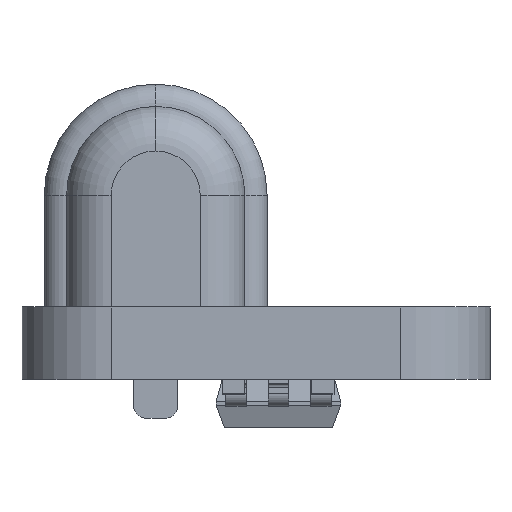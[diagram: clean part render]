
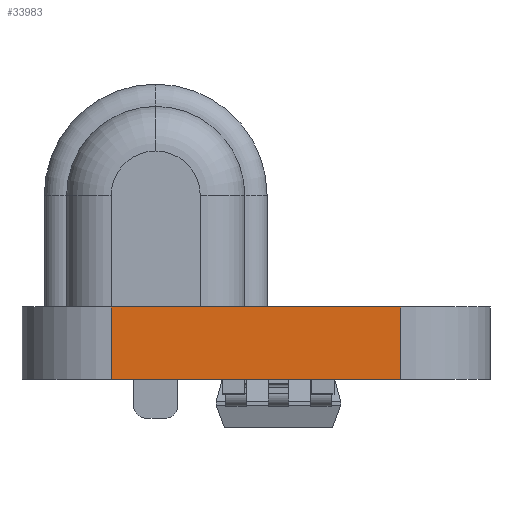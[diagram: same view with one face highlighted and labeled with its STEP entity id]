
A CAD part, left-side view. The second image highlights one B-rep face of the part: STEP entity #33983.
In plain terms, the highlighted planar face has unit normal (-1, 0, 0).
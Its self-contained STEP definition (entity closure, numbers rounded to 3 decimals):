
#891 = VERTEX_POINT ( 'NONE', #28656 ) ;
#1215 = LINE ( 'NONE', #32968, #29108 ) ;
#3188 = DIRECTION ( 'NONE',  ( -1., 0., 0. ) ) ;
#6264 = VECTOR ( 'NONE', #32228, 1000. ) ;
#7953 = EDGE_LOOP ( 'NONE', ( #14478, #29457, #19825, #9920 ) ) ;
#8313 = EDGE_CURVE ( 'NONE', #891, #40827, #22026, .T. ) ;
#9920 = ORIENTED_EDGE ( 'NONE', *, *, #12648, .F. ) ;
#12648 = EDGE_CURVE ( 'NONE', #39932, #37844, #31399, .T. ) ;
#13010 = PLANE ( 'NONE',  #39917 ) ;
#13158 = DIRECTION ( 'NONE',  ( 0., 0., 1. ) ) ;
#14478 = ORIENTED_EDGE ( 'NONE', *, *, #16020, .T. ) ;
#15763 = DIRECTION ( 'NONE',  ( 0., 1., 0. ) ) ;
#16020 = EDGE_CURVE ( 'NONE', #39932, #891, #35224, .T. ) ;
#19825 = ORIENTED_EDGE ( 'NONE', *, *, #33970, .F. ) ;
#22026 = LINE ( 'NONE', #35597, #28234 ) ;
#23411 = CARTESIAN_POINT ( 'NONE',  ( 0., 11.5, -1.619 ) ) ;
#28234 = VECTOR ( 'NONE', #15763, 1000. ) ;
#28362 = DIRECTION ( 'NONE',  ( 0., 1., 0. ) ) ;
#28656 = CARTESIAN_POINT ( 'NONE',  ( 0., 11.5, 0. ) ) ;
#29108 = VECTOR ( 'NONE', #35259, 1000. ) ;
#29457 = ORIENTED_EDGE ( 'NONE', *, *, #8313, .T. ) ;
#31399 = LINE ( 'NONE', #41764, #37523 ) ;
#32228 = DIRECTION ( 'NONE',  ( 0., 0., 1. ) ) ;
#32836 = CARTESIAN_POINT ( 'NONE',  ( 0., 11.5, -1.619 ) ) ;
#32968 = CARTESIAN_POINT ( 'NONE',  ( 0., 18., -1.619 ) ) ;
#33970 = EDGE_CURVE ( 'NONE', #37844, #40827, #1215, .T. ) ;
#33983 = ADVANCED_FACE ( 'NONE', ( #35335 ), #13010, .T. ) ;
#35224 = LINE ( 'NONE', #35659, #6264 ) ;
#35259 = DIRECTION ( 'NONE',  ( 0., 0., 1. ) ) ;
#35335 = FACE_OUTER_BOUND ( 'NONE', #7953, .T. ) ;
#35597 = CARTESIAN_POINT ( 'NONE',  ( 0., 11.5, 0. ) ) ;
#35659 = CARTESIAN_POINT ( 'NONE',  ( 0., 11.5, -1.619 ) ) ;
#37523 = VECTOR ( 'NONE', #28362, 1000. ) ;
#37844 = VERTEX_POINT ( 'NONE', #38960 ) ;
#38960 = CARTESIAN_POINT ( 'NONE',  ( 0., 18., -1.619 ) ) ;
#39917 = AXIS2_PLACEMENT_3D ( 'NONE', #32836, #3188, #13158 ) ;
#39932 = VERTEX_POINT ( 'NONE', #23411 ) ;
#40627 = CARTESIAN_POINT ( 'NONE',  ( 0., 18., 0. ) ) ;
#40827 = VERTEX_POINT ( 'NONE', #40627 ) ;
#41764 = CARTESIAN_POINT ( 'NONE',  ( 0., 11.5, -1.619 ) ) ;
